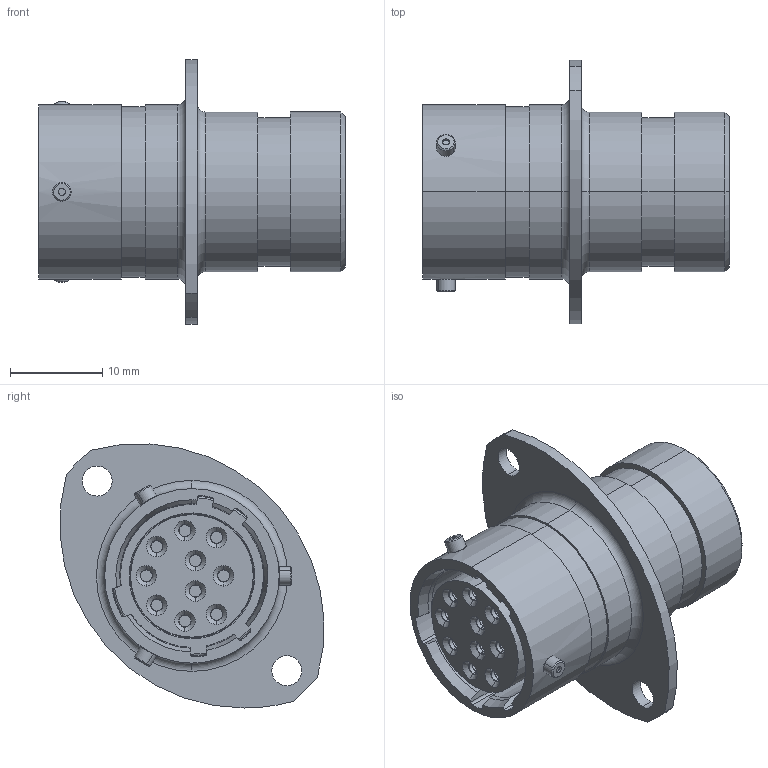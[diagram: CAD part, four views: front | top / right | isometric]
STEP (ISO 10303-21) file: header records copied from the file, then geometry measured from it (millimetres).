
FILE_DESCRIPTION (( 'STEP AP214' ), '1' );
FILE_NAME ('AS012-98SA.STEP', '2020-01-30T11:01:01', ( 'TE Connectivity' ), ( 'TE Connectivity' ), 'SwSTEP 2.0', 'SolidWorks 2016', '' );
FILE_SCHEMA (( 'AUTOMOTIVE_DESIGN' ));
Length unit declared in the file: millimetre
Products named in the file (1): AS012-98SA
Bounding box: 33.31 x 28.61 x 28.66 mm (x, y, z)
Volume: 6839.8 mm3; surface area: 9341.2 mm2
Topology: 11 solids, 11 shells, 510 faces, 1131 edges, 661 vertices
Faces by surface type: cylinder 187, torus 144, cone 100, plane 67, sphere 12
Entity records: 20176 total; most frequent: DIRECTION 2878, CARTESIAN_POINT 2561, ORIENTED_EDGE 2250, AXIS2_PLACEMENT_3D 1280, EDGE_CURVE 1125, CIRCLE 769, VERTEX_POINT 661, EDGE_LOOP 590
